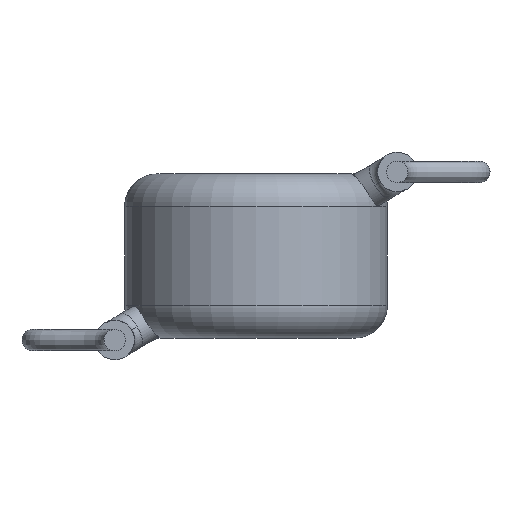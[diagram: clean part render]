
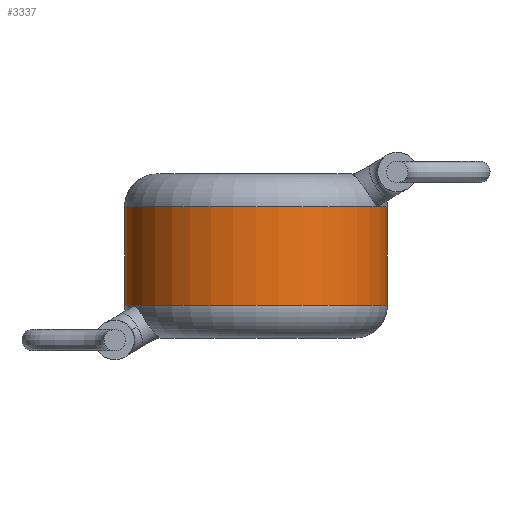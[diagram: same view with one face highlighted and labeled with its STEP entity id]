
A CAD part, front view. The second image highlights one B-rep face of the part: STEP entity #3337.
In plain terms, the highlighted cylindrical face has radius 4 mm (diameter 8 mm), a partial arc.
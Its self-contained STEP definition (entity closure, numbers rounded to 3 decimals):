
#17 = DIRECTION ( 'NONE',  ( -1., 0., 0. ) ) ;
#46 = CIRCLE ( 'NONE', #3550, 4. ) ;
#67 = DIRECTION ( 'NONE',  ( 1., 0., 0. ) ) ;
#115 = CARTESIAN_POINT ( 'NONE',  ( 0., 0., 1. ) ) ;
#183 = ORIENTED_EDGE ( 'NONE', *, *, #3938, .F. ) ;
#417 = LINE ( 'NONE', #2377, #558 ) ;
#444 = DIRECTION ( 'NONE',  ( 0., 0., -1. ) ) ;
#447 = CARTESIAN_POINT ( 'NONE',  ( 0., 0., 4. ) ) ;
#558 = VECTOR ( 'NONE', #444, 1000. ) ;
#893 = VERTEX_POINT ( 'NONE', #3052 ) ;
#934 = ORIENTED_EDGE ( 'NONE', *, *, #1537, .T. ) ;
#969 = VECTOR ( 'NONE', #2820, 1000. ) ;
#1299 = AXIS2_PLACEMENT_3D ( 'NONE', #447, #4218, #3875 ) ;
#1476 = VERTEX_POINT ( 'NONE', #3991 ) ;
#1537 = EDGE_CURVE ( 'NONE', #4213, #3377, #4181, .T. ) ;
#1868 = CARTESIAN_POINT ( 'NONE',  ( -4., 0., 1. ) ) ;
#1890 = ORIENTED_EDGE ( 'NONE', *, *, #3793, .T. ) ;
#2095 = DIRECTION ( 'NONE',  ( 0., 0., -1. ) ) ;
#2129 = DIRECTION ( 'NONE',  ( 0., 0., 1. ) ) ;
#2253 = EDGE_CURVE ( 'NONE', #3377, #1476, #46, .T. ) ;
#2377 = CARTESIAN_POINT ( 'NONE',  ( 4., 0., 5. ) ) ;
#2605 = AXIS2_PLACEMENT_3D ( 'NONE', #3831, #2095, #17 ) ;
#2820 = DIRECTION ( 'NONE',  ( 0., 0., -1. ) ) ;
#2834 = CARTESIAN_POINT ( 'NONE',  ( -4., 0., 5. ) ) ;
#2874 = ORIENTED_EDGE ( 'NONE', *, *, #2253, .T. ) ;
#3052 = CARTESIAN_POINT ( 'NONE',  ( 4., 0., 4. ) ) ;
#3304 = CARTESIAN_POINT ( 'NONE',  ( -4., 0., 4. ) ) ;
#3337 = ADVANCED_FACE ( 'NONE', ( #3789 ), #3994, .T. ) ;
#3377 = VERTEX_POINT ( 'NONE', #1868 ) ;
#3550 = AXIS2_PLACEMENT_3D ( 'NONE', #115, #2129, #67 ) ;
#3566 = EDGE_LOOP ( 'NONE', ( #183, #1890, #934, #2874 ) ) ;
#3789 = FACE_OUTER_BOUND ( 'NONE', #3566, .T. ) ;
#3793 = EDGE_CURVE ( 'NONE', #893, #4213, #4215, .T. ) ;
#3831 = CARTESIAN_POINT ( 'NONE',  ( 0., 0., 5. ) ) ;
#3875 = DIRECTION ( 'NONE',  ( 1., 0., 0. ) ) ;
#3938 = EDGE_CURVE ( 'NONE', #893, #1476, #417, .T. ) ;
#3991 = CARTESIAN_POINT ( 'NONE',  ( 4., 0., 1. ) ) ;
#3994 = CYLINDRICAL_SURFACE ( 'NONE', #2605, 4. ) ;
#4181 = LINE ( 'NONE', #2834, #969 ) ;
#4213 = VERTEX_POINT ( 'NONE', #3304 ) ;
#4215 = CIRCLE ( 'NONE', #1299, 4. ) ;
#4218 = DIRECTION ( 'NONE',  ( 0., 0., -1. ) ) ;
